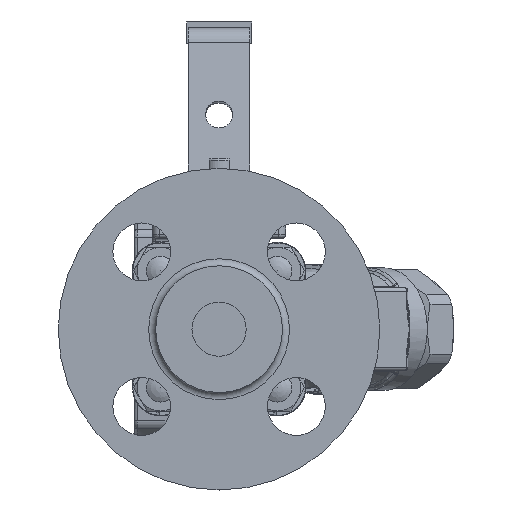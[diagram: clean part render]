
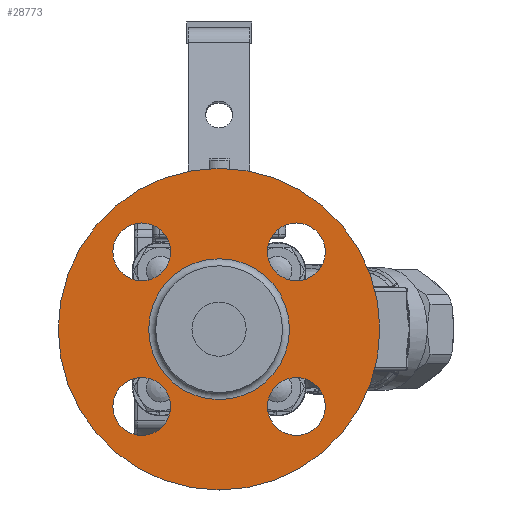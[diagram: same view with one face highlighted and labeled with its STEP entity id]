
A CAD part, left-side view. The second image highlights one B-rep face of the part: STEP entity #28773.
In plain terms, the highlighted planar face has unit normal (-1, 0, 0).
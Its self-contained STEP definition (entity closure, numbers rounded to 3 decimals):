
#2735=FACE_BOUND('',#6310,.T.);
#2736=FACE_BOUND('',#6311,.T.);
#2737=FACE_BOUND('',#6312,.T.);
#2738=FACE_BOUND('',#6313,.T.);
#2739=FACE_BOUND('',#6314,.T.);
#3149=PLANE('',#31389);
#4513=FACE_OUTER_BOUND('',#6309,.T.);
#6309=EDGE_LOOP('',(#23679));
#6310=EDGE_LOOP('',(#23680));
#6311=EDGE_LOOP('',(#23681));
#6312=EDGE_LOOP('',(#23682));
#6313=EDGE_LOOP('',(#23683));
#6314=EDGE_LOOP('',(#23684));
#10845=CIRCLE('',#31386,19.486);
#10848=CIRCLE('',#31390,44.5);
#10849=CIRCLE('',#31391,8.);
#10850=CIRCLE('',#31392,8.);
#10851=CIRCLE('',#31393,8.);
#10852=CIRCLE('',#31394,8.);
#12942=VERTEX_POINT('',#56660);
#12944=VERTEX_POINT('',#56666);
#12945=VERTEX_POINT('',#56668);
#12946=VERTEX_POINT('',#56670);
#12947=VERTEX_POINT('',#56672);
#12948=VERTEX_POINT('',#56674);
#16677=EDGE_CURVE('',#12942,#12942,#10845,.T.);
#16680=EDGE_CURVE('',#12944,#12944,#10848,.T.);
#16681=EDGE_CURVE('',#12945,#12945,#10849,.T.);
#16682=EDGE_CURVE('',#12946,#12946,#10850,.T.);
#16683=EDGE_CURVE('',#12947,#12947,#10851,.T.);
#16684=EDGE_CURVE('',#12948,#12948,#10852,.T.);
#23679=ORIENTED_EDGE('',*,*,#16680,.F.);
#23680=ORIENTED_EDGE('',*,*,#16681,.T.);
#23681=ORIENTED_EDGE('',*,*,#16682,.T.);
#23682=ORIENTED_EDGE('',*,*,#16683,.T.);
#23683=ORIENTED_EDGE('',*,*,#16684,.T.);
#23684=ORIENTED_EDGE('',*,*,#16677,.F.);
#28773=ADVANCED_FACE('',(#4513,#2735,#2736,#2737,#2738,#2739),#3149,.F.);
#31386=AXIS2_PLACEMENT_3D('',#56661,#37340,#37341);
#31389=AXIS2_PLACEMENT_3D('',#56665,#37346,#37347);
#31390=AXIS2_PLACEMENT_3D('',#56667,#37348,#37349);
#31391=AXIS2_PLACEMENT_3D('',#56669,#37350,#37351);
#31392=AXIS2_PLACEMENT_3D('',#56671,#37352,#37353);
#31393=AXIS2_PLACEMENT_3D('',#56673,#37354,#37355);
#31394=AXIS2_PLACEMENT_3D('',#56675,#37356,#37357);
#37340=DIRECTION('center_axis',(-1.,0.,0.));
#37341=DIRECTION('ref_axis',(0.,0.,
1.));
#37346=DIRECTION('center_axis',(1.,0.,0.));
#37347=DIRECTION('ref_axis',(0.,0.,
-1.));
#37348=DIRECTION('center_axis',(1.,0.,0.));
#37349=DIRECTION('ref_axis',(0.,0.,
-1.));
#37350=DIRECTION('center_axis',(1.,0.,0.));
#37351=DIRECTION('ref_axis',(0.,0.,
1.));
#37352=DIRECTION('center_axis',(1.,0.,0.));
#37353=DIRECTION('ref_axis',(0.,-1.,0.));
#37354=DIRECTION('center_axis',(1.,0.,0.));
#37355=DIRECTION('ref_axis',(0.,0.,
-1.));
#37356=DIRECTION('center_axis',(1.,0.,0.));
#37357=DIRECTION('ref_axis',(0.,1.,0.));
#56660=CARTESIAN_POINT('',(-167.036,18.833,-21.004));
#56661=CARTESIAN_POINT('Origin',(-167.036,18.833,-1.517));
#56665=CARTESIAN_POINT('Origin',(-167.036,18.833,-1.517));
#56666=CARTESIAN_POINT('',(-167.036,18.833,42.983));
#56667=CARTESIAN_POINT('Origin',(-167.036,18.833,-1.517));
#56668=CARTESIAN_POINT('',(-167.036,40.223,11.873));
#56669=CARTESIAN_POINT('Origin',(-167.036,40.223,19.873));
#56670=CARTESIAN_POINT('',(-167.036,5.443,19.873));
#56671=CARTESIAN_POINT('Origin',(-167.036,-2.557,19.873));
#56672=CARTESIAN_POINT('',(-167.036,-2.557,-14.907));
#56673=CARTESIAN_POINT('Origin',(-167.036,-2.557,-22.907));
#56674=CARTESIAN_POINT('',(-167.036,32.223,-22.907));
#56675=CARTESIAN_POINT('Origin',(-167.036,40.223,-22.907));
